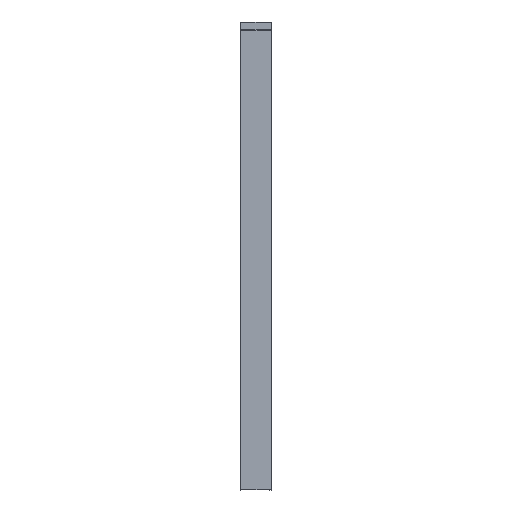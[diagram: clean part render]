
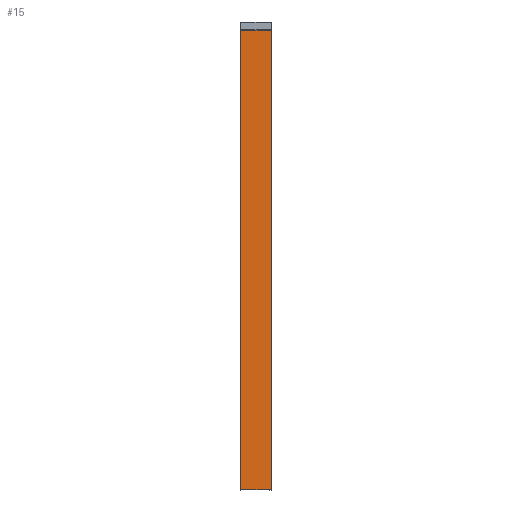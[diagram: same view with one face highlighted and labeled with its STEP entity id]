
A CAD part, front view. The second image highlights one B-rep face of the part: STEP entity #15.
In plain terms, the highlighted planar face has unit normal (0, -1, 0).
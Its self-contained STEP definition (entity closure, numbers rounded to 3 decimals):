
#15=ADVANCED_FACE('',(#114),#1365,.T.);
#114=FACE_OUTER_BOUND('',#213,.T.);
#213=EDGE_LOOP('',(#312,#313,#314,#315));
#312=ORIENTED_EDGE('',*,*,#749,.F.);
#313=ORIENTED_EDGE('',*,*,#748,.F.);
#314=ORIENTED_EDGE('',*,*,#747,.F.);
#315=ORIENTED_EDGE('',*,*,#746,.F.);
#746=EDGE_CURVE('',#1188,#1189,#1014,.T.);
#747=EDGE_CURVE('',#1189,#1190,#1015,.T.);
#748=EDGE_CURVE('',#1190,#1191,#1016,.T.);
#749=EDGE_CURVE('',#1191,#1188,#1017,.T.);
#1014=B_SPLINE_CURVE_WITH_KNOTS('',1,(#3633,#3634),.UNSPECIFIED.,.F.,.F.,
(2,2),(0.,2995.712),.UNSPECIFIED.);
#1015=B_SPLINE_CURVE_WITH_KNOTS('',1,(#3635,#3636),.UNSPECIFIED.,.F.,.F.,
(2,2),(0.,196.),.UNSPECIFIED.);
#1016=B_SPLINE_CURVE_WITH_KNOTS('',1,(#3637,#3638),.UNSPECIFIED.,.F.,.F.,
(2,2),(0.,2995.712),.UNSPECIFIED.);
#1017=B_SPLINE_CURVE_WITH_KNOTS('',1,(#3639,#3640),.UNSPECIFIED.,.F.,.F.,
(2,2),(0.,196.),.UNSPECIFIED.);
#1188=VERTEX_POINT('',#3513);
#1189=VERTEX_POINT('',#3514);
#1190=VERTEX_POINT('',#3515);
#1191=VERTEX_POINT('',#3516);
#1365=PLANE('',#1427);
#1427=AXIS2_PLACEMENT_3D('',#1517,#1472,$);
#1472=DIRECTION('',(0.,-1.,0.));
#1517=CARTESIAN_POINT('',(121.269,0.,-303.241));
#3513=CARTESIAN_POINT('',(98.,0.,2995.712));
#3514=CARTESIAN_POINT('',(98.,0.,0.));
#3515=CARTESIAN_POINT('',(-98.,0.,0.));
#3516=CARTESIAN_POINT('',(-98.,0.,2995.712));
#3633=CARTESIAN_POINT('',(98.,0.,2995.712));
#3634=CARTESIAN_POINT('',(98.,0.,0.));
#3635=CARTESIAN_POINT('',(98.,0.,0.));
#3636=CARTESIAN_POINT('',(-98.,0.,0.));
#3637=CARTESIAN_POINT('',(-98.,0.,0.));
#3638=CARTESIAN_POINT('',(-98.,0.,2995.712));
#3639=CARTESIAN_POINT('',(-98.,0.,2995.712));
#3640=CARTESIAN_POINT('',(98.,0.,2995.712));
